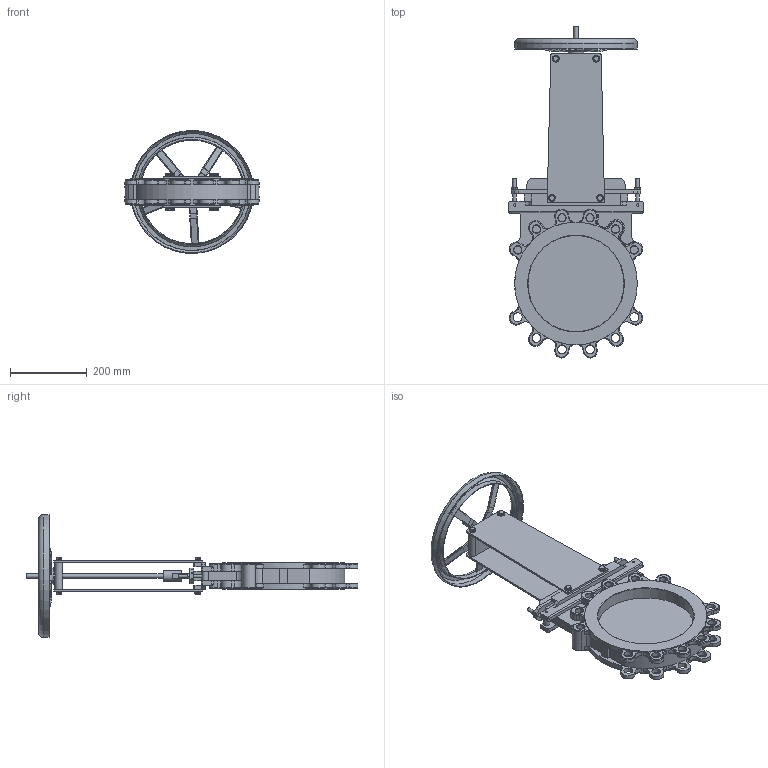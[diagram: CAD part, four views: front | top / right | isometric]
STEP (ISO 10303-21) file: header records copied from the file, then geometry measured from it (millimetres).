
FILE_DESCRIPTION(/* description */ (''),/* implementation_level */ '2;1');
FILE_NAME(/* name */ 'DN250_3D_STEP.stp',/* time_stamp */ '2025-12-01T08:36:25+03:00',/* author */ ('igorr'),/* organization */ (''),/* preprocessor_version */ 'ST-DEVELOPER v20',/* originating_system */ 'Autodesk Inventor 2025',/* authorisation */ '');
FILE_SCHEMA (('AUTOMOTIVE_DESIGN { 1 0 10303 214 3 1 1 }'));
Length unit declared in the file: millimetre
Products named in the file (8): Сборка; Деталь; Деталь1; AS 1110 - M4 x 8; AS 1252 - M12; AS 1112 - M8  Тип 9; AS 1237 - 10; AS 1110 - M8 x 12
Assembly tree (23 placements, depth 2):
  Сборка
    Деталь
    Деталь1
    AS 1110 - M4 x 8  x2
    AS 1252 - M12
    AS 1112 - M8  Тип 9  x2
    AS 1237 - 10  x8
    AS 1110 - M8 x 12  x8
Bounding box: 350 x 863.57 x 319.41 mm (x, y, z)
Volume: 5116720.6 mm3; surface area: 964558.1 mm2
Topology: 23 solids, 23 shells, 1155 faces, 2785 edges, 1732 vertices
Faces by surface type: plane 527, cylinder 330, cone 129, torus 111, bspline 58
Full cylindrical faces by diameter (mm): 4 x2, 6 x4, 6.647 x2, 7 x2, 8 x12, 10 x8, 10.106 x1, 10.5 x8, 12 x2, 13 x8, 16 x2, 18 x8, 20 x12, 21 x1, 23 x12, 25 x1, 27.304 x1, 36 x1, 40 x1, 44.846 x1, 250 x2, 269.717 x1, 273.717 x1, 316 x1, 319 x1, 320 x1
Entity records: 30006 total; most frequent: CARTESIAN_POINT 6800, DIRECTION 4717, ORIENTED_EDGE 4570, EDGE_CURVE 2285, AXIS2_PLACEMENT_3D 1801, VERTEX_POINT 1435, LINE 1115, VECTOR 1115
